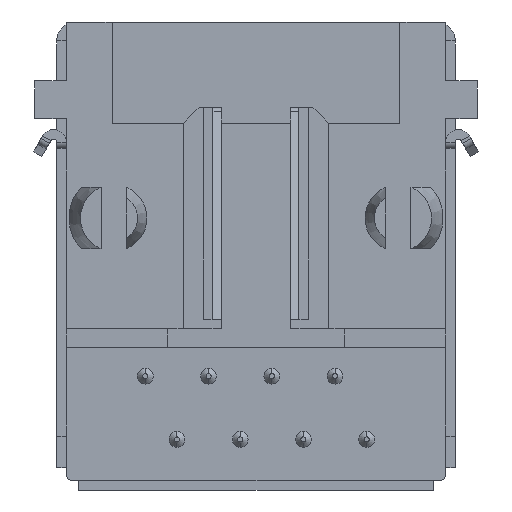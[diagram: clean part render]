
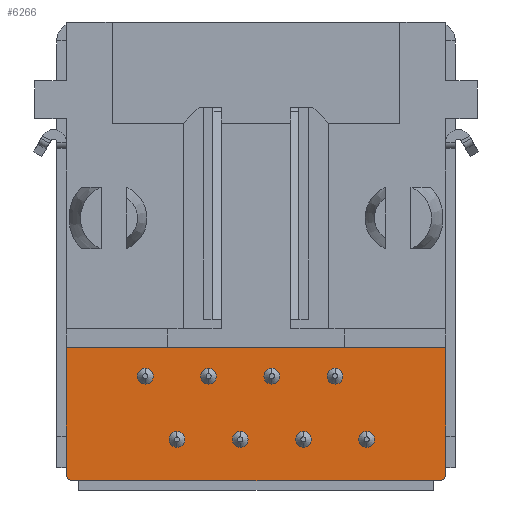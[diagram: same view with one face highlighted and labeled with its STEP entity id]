
A CAD part, front view. The second image highlights one B-rep face of the part: STEP entity #6266.
In plain terms, the highlighted planar face has unit normal (0, -1, 0).
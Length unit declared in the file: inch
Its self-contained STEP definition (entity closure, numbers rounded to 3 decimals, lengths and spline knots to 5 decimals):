
#52 = ORIENTED_EDGE ( 'NONE', *, *, #7271, .T. ) ;
#68 = VERTEX_POINT ( 'NONE', #1319 ) ;
#197 = ORIENTED_EDGE ( 'NONE', *, *, #8415, .T. ) ;
#223 = VECTOR ( 'NONE', #1228, 39.37008 ) ;
#226 = VECTOR ( 'NONE', #9496, 39.37008 ) ;
#344 = ORIENTED_EDGE ( 'NONE', *, *, #1145, .T. ) ;
#512 = CARTESIAN_POINT ( 'NONE',  ( 0.3, 0.01, -0.1525 ) ) ;
#763 = VERTEX_POINT ( 'NONE', #1588 ) ;
#1095 = DIRECTION ( 'NONE',  ( 0., 0., -1. ) ) ;
#1145 = EDGE_CURVE ( 'NONE', #3048, #7057, #5125, .T. ) ;
#1185 = PLANE ( 'NONE',  #6257 ) ;
#1228 = DIRECTION ( 'NONE',  ( -1., 0., 0. ) ) ;
#1250 = DIRECTION ( 'NONE',  ( 0., 0., -1. ) ) ;
#1254 = EDGE_CURVE ( 'NONE', #763, #8262, #6483, .T. ) ;
#1319 = CARTESIAN_POINT ( 'NONE',  ( -0.29, 0.01, -0.3625 ) ) ;
#1588 = CARTESIAN_POINT ( 'NONE',  ( -0.3, 0.01, -0.3525 ) ) ;
#2168 = FACE_OUTER_BOUND ( 'NONE', #3999, .T. ) ;
#2471 = AXIS2_PLACEMENT_3D ( 'NONE', #9940, #8185, #1095 ) ;
#2582 = ORIENTED_EDGE ( 'NONE', *, *, #4364, .F. ) ;
#3048 = VERTEX_POINT ( 'NONE', #9145 ) ;
#3072 = CARTESIAN_POINT ( 'NONE',  ( 0.3, 0.01, -0.3625 ) ) ;
#3302 = VERTEX_POINT ( 'NONE', #5951 ) ;
#3494 = CIRCLE ( 'NONE', #2471, 0.01 ) ;
#3837 = CARTESIAN_POINT ( 'NONE',  ( 0.3, 0.01, 0. ) ) ;
#3878 = AXIS2_PLACEMENT_3D ( 'NONE', #5082, #4292, #11350 ) ;
#3999 = EDGE_LOOP ( 'NONE', ( #2582, #197, #344, #52, #8990, #7902 ) ) ;
#4292 = DIRECTION ( 'NONE',  ( 0., -1., 0. ) ) ;
#4364 = EDGE_CURVE ( 'NONE', #3302, #68, #5180, .T. ) ;
#4707 = CARTESIAN_POINT ( 'NONE',  ( -0.3, 0.01, 0. ) ) ;
#4903 = CARTESIAN_POINT ( 'NONE',  ( 0.3, 0.01, 0. ) ) ;
#4969 = CIRCLE ( 'NONE', #3878, 0.01 ) ;
#5082 = CARTESIAN_POINT ( 'NONE',  ( -0.29, 0.01, -0.3525 ) ) ;
#5125 = LINE ( 'NONE', #4903, #9391 ) ;
#5180 = LINE ( 'NONE', #3072, #223 ) ;
#5951 = CARTESIAN_POINT ( 'NONE',  ( 0.29, 0.01, -0.3625 ) ) ;
#6214 = DIRECTION ( 'NONE',  ( 0., 0., 1. ) ) ;
#6257 = AXIS2_PLACEMENT_3D ( 'NONE', #3837, #6442, #1250 ) ;
#6266 = ADVANCED_FACE ( 'NONE', ( #2168 ), #1185, .T. ) ;
#6442 = DIRECTION ( 'NONE',  ( 0., -1., 0. ) ) ;
#6483 = LINE ( 'NONE', #4707, #10895 ) ;
#6690 = DIRECTION ( 'NONE',  ( 0., 0., 1. ) ) ;
#7057 = VERTEX_POINT ( 'NONE', #512 ) ;
#7271 = EDGE_CURVE ( 'NONE', #7057, #8262, #9297, .T. ) ;
#7902 = ORIENTED_EDGE ( 'NONE', *, *, #9921, .T. ) ;
#8185 = DIRECTION ( 'NONE',  ( 0., -1., 0. ) ) ;
#8262 = VERTEX_POINT ( 'NONE', #8711 ) ;
#8415 = EDGE_CURVE ( 'NONE', #3302, #3048, #3494, .T. ) ;
#8711 = CARTESIAN_POINT ( 'NONE',  ( -0.3, 0.01, -0.1525 ) ) ;
#8990 = ORIENTED_EDGE ( 'NONE', *, *, #1254, .F. ) ;
#9145 = CARTESIAN_POINT ( 'NONE',  ( 0.3, 0.01, -0.3525 ) ) ;
#9297 = LINE ( 'NONE', #9458, #226 ) ;
#9391 = VECTOR ( 'NONE', #6690, 39.37008 ) ;
#9458 = CARTESIAN_POINT ( 'NONE',  ( 0.3, 0.01, -0.1525 ) ) ;
#9496 = DIRECTION ( 'NONE',  ( -1., 0., 0. ) ) ;
#9921 = EDGE_CURVE ( 'NONE', #763, #68, #4969, .T. ) ;
#9940 = CARTESIAN_POINT ( 'NONE',  ( 0.29, 0.01, -0.3525 ) ) ;
#10895 = VECTOR ( 'NONE', #6214, 39.37008 ) ;
#11350 = DIRECTION ( 'NONE',  ( 0., 0., -1. ) ) ;
